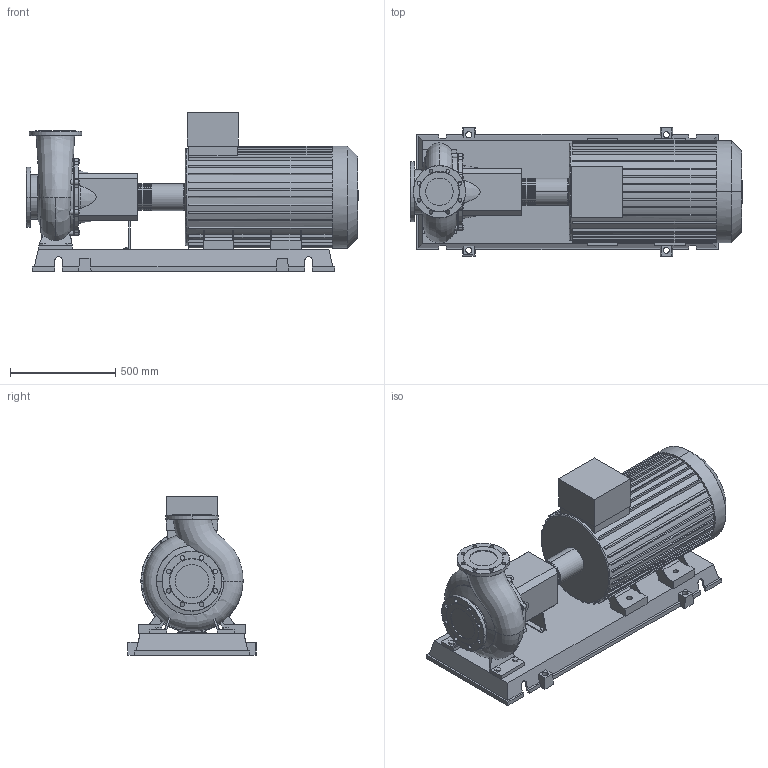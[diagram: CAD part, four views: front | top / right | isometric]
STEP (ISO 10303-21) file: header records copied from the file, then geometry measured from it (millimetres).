
FILE_DESCRIPTION((''),'2;1');
FILE_NAME('3d_NL125_200-55-2-05-4109388.stp','2015-03-03T07:59:06',(''),(''),'Mechanical Desktop 2009','Mechanical Desktop 2009',', , ');
FILE_SCHEMA(('CONFIG_CONTROL_DESIGN'));
Length unit declared in the file: millimetre
Products named in the file (1): Product
Bounding box: 1580 x 610 x 755 mm (x, y, z)
Volume: 214844854.9 mm3; surface area: 6417307.9 mm2
Topology: 11 solids, 11 shells, 870 faces, 2317 edges, 1520 vertices
Faces by surface type: plane 454, cylinder 237, bspline 151, cone 14, torus 14
Entity records: 31370 total; most frequent: CARTESIAN_POINT 9463, ORIENTED_EDGE 4634, DIRECTION 4414, EDGE_CURVE 2317, VERTEX_POINT 1516, AXIS2_PLACEMENT_3D 1484, VECTOR 1446, LINE 1446
